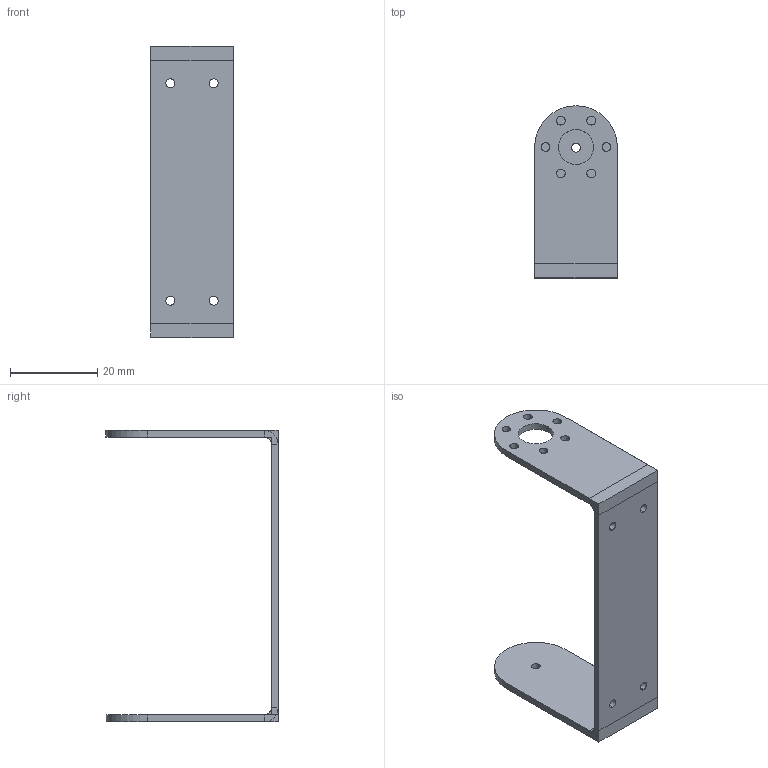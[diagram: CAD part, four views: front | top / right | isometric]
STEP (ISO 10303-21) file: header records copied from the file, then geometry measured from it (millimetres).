
FILE_DESCRIPTION (( 'STEP AP214' ), '1' );
FILE_NAME ('Leg_Foot.STEP', '2013-02-21T18:14:39', ( 'Patate-au-four' ), ( '' ), 'SwSTEP 2.0', 'SolidWorks 2013', '' );
FILE_SCHEMA (( 'AUTOMOTIVE_DESIGN' ));
Length unit declared in the file: millimetre
Products named in the file (1): Leg_Foot
Bounding box: 19 x 39.54 x 67 mm (x, y, z)
Volume: 8042.2 mm3; surface area: 11400.8 mm2
Topology: 2 solids, 2 shells, 81 faces, 215 edges, 138 vertices
Faces by surface type: cylinder 56, plane 24, bspline 1
Entity records: 2720 total; most frequent: DIRECTION 483, CARTESIAN_POINT 476, ORIENTED_EDGE 430, EDGE_CURVE 215, AXIS2_PLACEMENT_3D 191, VERTEX_POINT 138, EDGE_LOOP 129, CIRCLE 110
